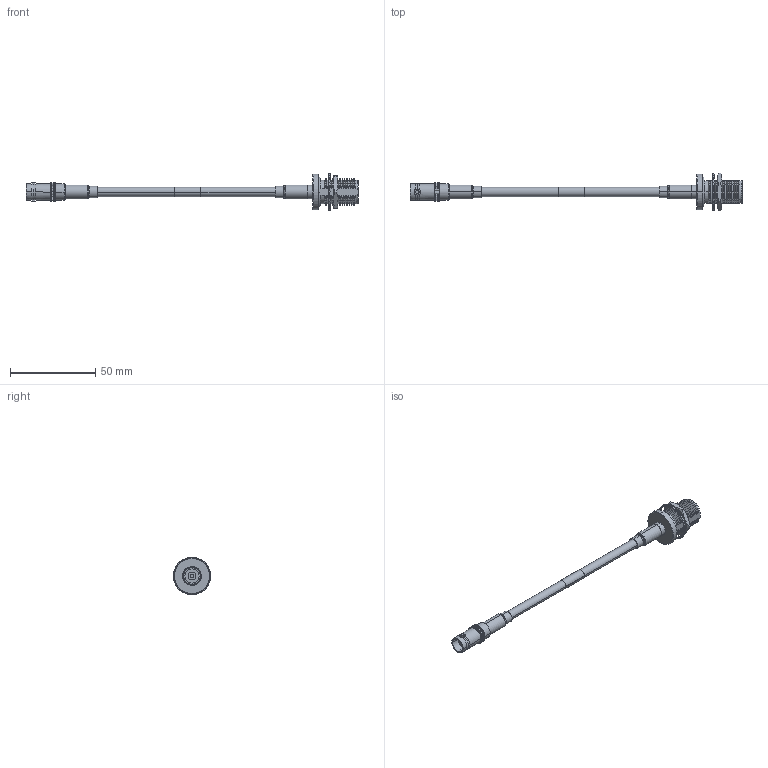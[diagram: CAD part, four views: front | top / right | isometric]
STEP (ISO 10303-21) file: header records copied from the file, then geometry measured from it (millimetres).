
FILE_DESCRIPTION (( 'STEP AP203' ), '1' );
FILE_NAME ('FMCA2708.STEP', '2022-03-09T16:53:07', ( '' ), ( '' ), 'SwSTEP 2.0', 'SolidWorks 2021', '' );
FILE_SCHEMA (( 'CONFIG_CONTROL_DESIGN' ));
Length unit declared in the file: millimetre
Products named in the file (11): RG223_with label; CA-240-MA1_.75" Long; FMCN1746___; PE4371-MA2; PE4371-MA0; PE4371-MA3; PE4371-MA4; PE4371-MA1; PE4371-MA5; FMCA2708; FMCN1573
Assembly tree (11 placements, depth 3):
  FMCA2708
    RG223_with label
    FMCN1573
    FMCN1746___
      PE4371-MA0
      PE4371-MA1
      PE4371-MA2
      PE4371-MA3
      PE4371-MA4
      PE4371-MA5
    CA-240-MA1_.75" Long  x2
Bounding box: 194.74 x 22 x 22 mm (x, y, z)
Volume: 9708.5 mm3; surface area: 11532.3 mm2
Topology: 12 solids, 12 shells, 2124 faces, 4814 edges, 2732 vertices
Faces by surface type: bspline 1056, cylinder 539, plane 355, cone 148, torus 26
Entity records: 89773 total; most frequent: CARTESIAN_POINT 53523, ORIENTED_EDGE 9540, DIRECTION 4950, EDGE_CURVE 4770, VERTEX_POINT 2708, EDGE_LOOP 2138, ADVANCED_FACE 2102, FACE_OUTER_BOUND 2102
